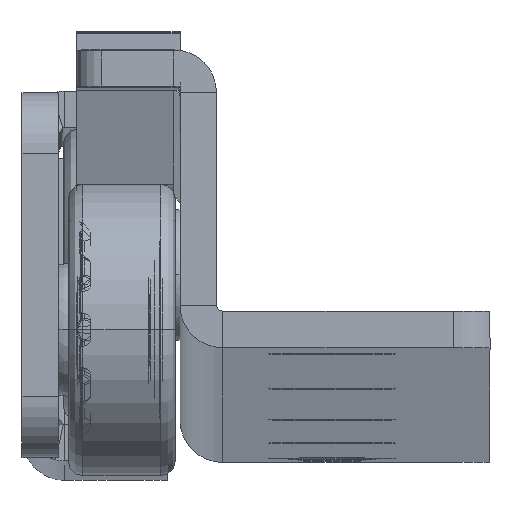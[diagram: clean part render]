
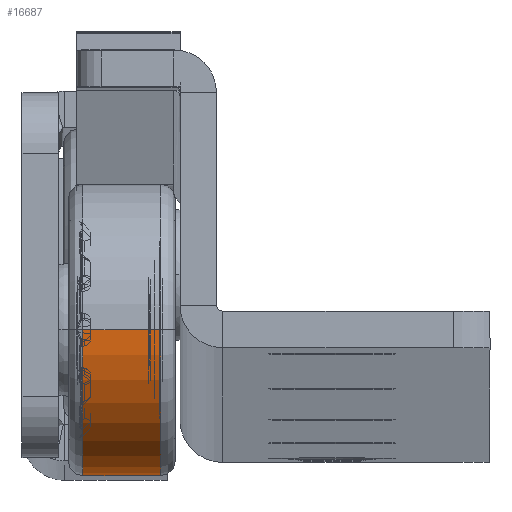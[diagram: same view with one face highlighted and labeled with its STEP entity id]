
A CAD part, top view. The second image highlights one B-rep face of the part: STEP entity #16687.
In plain terms, the highlighted cylindrical face has radius 12 mm (diameter 24 mm), a partial arc.
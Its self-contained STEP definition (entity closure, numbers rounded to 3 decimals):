
#108 = VERTEX_POINT ( 'NONE', #3563 ) ;
#368 = AXIS2_PLACEMENT_3D ( 'NONE', #8471, #18937, #5539 ) ;
#1084 = DIRECTION ( 'NONE',  ( -1., 0., 0. ) ) ;
#1384 = EDGE_CURVE ( 'NONE', #108, #12399, #3867, .T. ) ;
#1523 = VECTOR ( 'NONE', #1084, 1000. ) ;
#1997 = CARTESIAN_POINT ( 'NONE',  ( 0., 0., 0. ) ) ;
#2537 = CARTESIAN_POINT ( 'NONE',  ( 7.6, 0., 0. ) ) ;
#2879 = CARTESIAN_POINT ( 'NONE',  ( 1.2, 0., 12. ) ) ;
#3352 = CARTESIAN_POINT ( 'NONE',  ( 0., 0., 12. ) ) ;
#3563 = CARTESIAN_POINT ( 'NONE',  ( 7.6, 0., 12. ) ) ;
#3867 = CIRCLE ( 'NONE', #14156, 12. ) ;
#4948 = CYLINDRICAL_SURFACE ( 'NONE', #12534, 12. ) ;
#5271 = DIRECTION ( 'NONE',  ( -1., 0., 0. ) ) ;
#5539 = DIRECTION ( 'NONE',  ( 0., 0., 1. ) ) ;
#5766 = DIRECTION ( 'NONE',  ( -1., 0., 0. ) ) ;
#7150 = CARTESIAN_POINT ( 'NONE',  ( 7.6, 0., -12. ) ) ;
#7285 = EDGE_CURVE ( 'NONE', #12399, #17796, #10280, .T. ) ;
#7732 = ORIENTED_EDGE ( 'NONE', *, *, #7285, .T. ) ;
#7905 = ORIENTED_EDGE ( 'NONE', *, *, #18739, .F. ) ;
#7908 = VECTOR ( 'NONE', #5271, 1000. ) ;
#8471 = CARTESIAN_POINT ( 'NONE',  ( 1.2, 0., 0. ) ) ;
#9151 = DIRECTION ( 'NONE',  ( 0., 0., 1. ) ) ;
#10280 = LINE ( 'NONE', #16244, #1523 ) ;
#11017 = FACE_OUTER_BOUND ( 'NONE', #12731, .T. ) ;
#12311 = CARTESIAN_POINT ( 'NONE',  ( 1.2, 0., -12. ) ) ;
#12399 = VERTEX_POINT ( 'NONE', #7150 ) ;
#12492 = DIRECTION ( 'NONE',  ( -1., 0., 0. ) ) ;
#12534 = AXIS2_PLACEMENT_3D ( 'NONE', #1997, #12492, #9151 ) ;
#12716 = LINE ( 'NONE', #3352, #7908 ) ;
#12731 = EDGE_LOOP ( 'NONE', ( #14962, #7732, #15757, #7905 ) ) ;
#14156 = AXIS2_PLACEMENT_3D ( 'NONE', #2537, #5766, #17703 ) ;
#14962 = ORIENTED_EDGE ( 'NONE', *, *, #1384, .T. ) ;
#15696 = VERTEX_POINT ( 'NONE', #2879 ) ;
#15757 = ORIENTED_EDGE ( 'NONE', *, *, #18064, .F. ) ;
#16244 = CARTESIAN_POINT ( 'NONE',  ( 0., 0., -12. ) ) ;
#16626 = CIRCLE ( 'NONE', #368, 12. ) ;
#16687 = ADVANCED_FACE ( 'NONE', ( #11017 ), #4948, .T. ) ;
#17703 = DIRECTION ( 'NONE',  ( 0., 0., 1. ) ) ;
#17796 = VERTEX_POINT ( 'NONE', #12311 ) ;
#18064 = EDGE_CURVE ( 'NONE', #15696, #17796, #16626, .T. ) ;
#18739 = EDGE_CURVE ( 'NONE', #108, #15696, #12716, .T. ) ;
#18937 = DIRECTION ( 'NONE',  ( -1., 0., 0. ) ) ;
